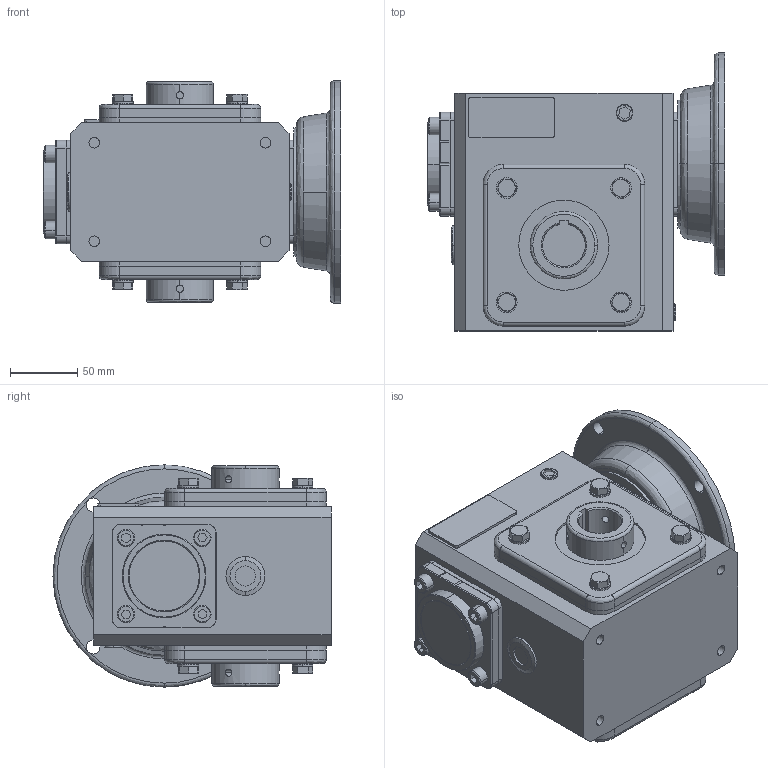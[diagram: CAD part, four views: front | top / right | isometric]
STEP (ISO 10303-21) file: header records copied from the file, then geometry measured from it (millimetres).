
FILE_DESCRIPTION (( 'STEP AP203' ), '1' );
FILE_NAME ('WG-237-040-H.step', '2016-02-01T15:08:49', ( '' ), ( '' ), 'SwSTEP 2.0', 'SolidWorks 2015', '' );
FILE_SCHEMA (( 'CONFIG_CONTROL_DESIGN' ));
Length unit declared in the file: inch
Products named in the file (1): WG-237-040-H
Bounding box: 221 x 206.32 x 165 mm (x, y, z)
Volume: 3557203.7 mm3; surface area: 348781.7 mm2
Topology: 37 solids, 37 shells, 609 faces, 1448 edges, 964 vertices
Faces by surface type: plane 348, cylinder 172, cone 63, bspline 26
Entity records: 22272 total; most frequent: CARTESIAN_POINT 8242, ORIENTED_EDGE 2896, DIRECTION 2803, EDGE_CURVE 1448, AXIS2_PLACEMENT_3D 1037, VERTEX_POINT 964, VECTOR 729, LINE 729
